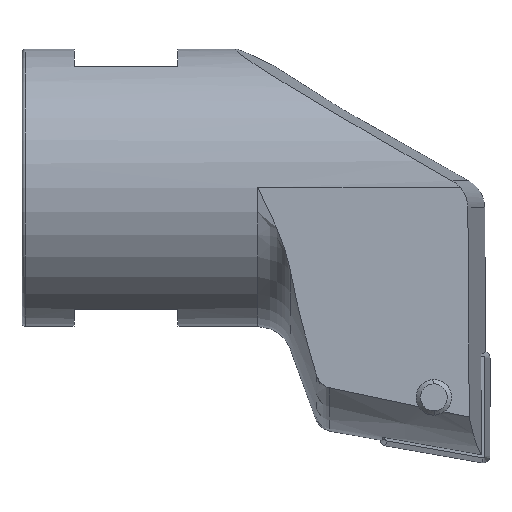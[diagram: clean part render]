
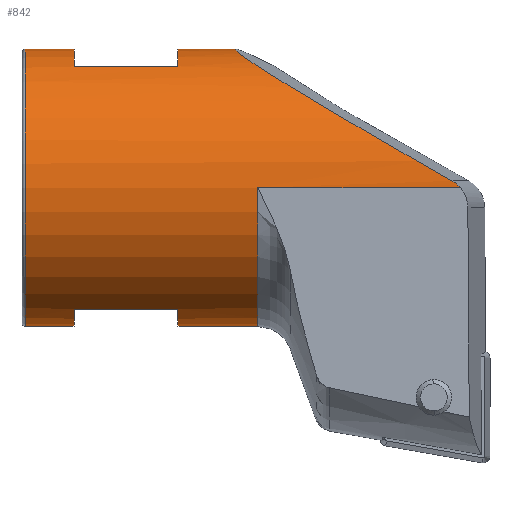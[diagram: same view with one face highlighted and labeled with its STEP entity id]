
A CAD part, front view. The second image highlights one B-rep face of the part: STEP entity #842.
In plain terms, the highlighted cylindrical face has radius 8 mm (diameter 16 mm), a partial arc.
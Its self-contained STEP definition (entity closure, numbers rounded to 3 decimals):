
#18 = DIRECTION ( 'NONE',  ( 0., 0., 1. ) ) ;
#58 = DIRECTION ( 'NONE',  ( 0., 0., -1. ) ) ;
#61 = DIRECTION ( 'NONE',  ( 0., 0., -1. ) ) ;
#64 = DIRECTION ( 'NONE',  ( 1., 0., 0. ) ) ;
#68 = CARTESIAN_POINT ( 'NONE',  ( -24., 0., 15.875 ) ) ;
#83 = EDGE_LOOP ( 'NONE', ( #482, #549, #4326, #1734, #1013, #2225, #2880, #1730, #1214, #3598, #633, #678, #765, #703, #767 ) ) ;
#91 = CARTESIAN_POINT ( 'NONE',  ( -18., -3.873, 8.875 ) ) ;
#103 = CARTESIAN_POINT ( 'NONE',  ( -18., 0., 15.875 ) ) ;
#108 = DIRECTION ( 'NONE',  ( 0., 0., -1. ) ) ;
#113 = DIRECTION ( 'NONE',  ( 1., 0., 0. ) ) ;
#124 = DIRECTION ( 'NONE',  ( 1., 0., 0. ) ) ;
#130 = CIRCLE ( 'NONE', #1148, 8. ) ;
#135 = DIRECTION ( 'NONE',  ( -1., 0., 0. ) ) ;
#205 = CIRCLE ( 'NONE', #3099, 8. ) ;
#249 = EDGE_CURVE ( 'NONE', #391, #2118, #3688, .T. ) ;
#268 = LINE ( 'NONE', #462, #2566 ) ;
#300 = DIRECTION ( 'NONE',  ( -1., 0., 0. ) ) ;
#369 = DIRECTION ( 'NONE',  ( -1., 0., 0. ) ) ;
#386 = CARTESIAN_POINT ( 'NONE',  ( -14.675, 0., 23.875 ) ) ;
#391 = VERTEX_POINT ( 'NONE', #755 ) ;
#418 = CARTESIAN_POINT ( 'NONE',  ( -14.675, 0., 23.875 ) ) ;
#443 = CARTESIAN_POINT ( 'NONE',  ( -28.597, 0., 7.875 ) ) ;
#462 = CARTESIAN_POINT ( 'NONE',  ( -43.527, -8., 15.875 ) ) ;
#477 = VERTEX_POINT ( 'NONE', #1196 ) ;
#482 = ORIENTED_EDGE ( 'NONE', *, *, #519, .F. ) ;
#483 = DIRECTION ( 'NONE',  ( 0., 0., 1. ) ) ;
#508 = DIRECTION ( 'NONE',  ( -1., 0., 0. ) ) ;
#519 = EDGE_CURVE ( 'NONE', #391, #477, #3369, .T. ) ;
#533 = VECTOR ( 'NONE', #4386, 1000. ) ;
#549 = ORIENTED_EDGE ( 'NONE', *, *, #249, .T. ) ;
#554 = DIRECTION ( 'NONE',  ( -1., 0., 0. ) ) ;
#578 = VECTOR ( 'NONE', #508, 1000. ) ;
#580 = LINE ( 'NONE', #709, #578 ) ;
#591 = CARTESIAN_POINT ( 'NONE',  ( -13.4, 0., 15.875 ) ) ;
#633 = ORIENTED_EDGE ( 'NONE', *, *, #4712, .T. ) ;
#656 = EDGE_CURVE ( 'NONE', #2637, #1472, #2916, .T. ) ;
#659 = CARTESIAN_POINT ( 'NONE',  ( -24., 0., 23.875 ) ) ;
#675 = CARTESIAN_POINT ( 'NONE',  ( -15.228, -4.503, 23.875 ) ) ;
#678 = ORIENTED_EDGE ( 'NONE', *, *, #2664, .F. ) ;
#703 = ORIENTED_EDGE ( 'NONE', *, *, #4737, .T. ) ;
#709 = CARTESIAN_POINT ( 'NONE',  ( -28.597, 0., 23.875 ) ) ;
#755 = CARTESIAN_POINT ( 'NONE',  ( -13.4, 0., 7.875 ) ) ;
#765 = ORIENTED_EDGE ( 'NONE', *, *, #2338, .T. ) ;
#767 = ORIENTED_EDGE ( 'NONE', *, *, #3605, .T. ) ;
#817 = B_SPLINE_CURVE_WITH_KNOTS ( 'NONE', 3,
 ( #1752, #1724, #1654, #1619 ),
 .UNSPECIFIED., .F., .F.,
 ( 4, 4 ),
 ( 0., 0.001 ),
 .UNSPECIFIED. ) ;
#826 = CARTESIAN_POINT ( 'NONE',  ( -2.194, -7.99, 16.274 ) ) ;
#842 = ADVANCED_FACE ( 'NONE', ( #2299 ), #2244, .T. ) ;
#899 = VERTEX_POINT ( 'NONE', #2198 ) ;
#913 = CIRCLE ( 'NONE', #4540, 8. ) ;
#956 = CARTESIAN_POINT ( 'NONE',  ( -10.132, -7.765, 20.771 ) ) ;
#970 = DIRECTION ( 'NONE',  ( 0., 0., 1. ) ) ;
#974 = DIRECTION ( 'NONE',  ( -1., 0., 0. ) ) ;
#975 = CARTESIAN_POINT ( 'NONE',  ( -24., 0., 15.875 ) ) ;
#1013 = ORIENTED_EDGE ( 'NONE', *, *, #3516, .F. ) ;
#1033 = VERTEX_POINT ( 'NONE', #4588 ) ;
#1148 = AXIS2_PLACEMENT_3D ( 'NONE', #103, #124, #61 ) ;
#1186 = VERTEX_POINT ( 'NONE', #1549 ) ;
#1196 = CARTESIAN_POINT ( 'NONE',  ( -18., 0., 7.875 ) ) ;
#1202 = AXIS2_PLACEMENT_3D ( 'NONE', #591, #554, #483 ) ;
#1214 = ORIENTED_EDGE ( 'NONE', *, *, #2858, .F. ) ;
#1342 = DIRECTION ( 'NONE',  ( -1., 0., 0. ) ) ;
#1364 = CARTESIAN_POINT ( 'NONE',  ( -28.597, 0., 7.875 ) ) ;
#1472 = VERTEX_POINT ( 'NONE', #3172 ) ;
#1489 = VERTEX_POINT ( 'NONE', #3083 ) ;
#1529 = AXIS2_PLACEMENT_3D ( 'NONE', #1691, #1697, #1663 ) ;
#1549 = CARTESIAN_POINT ( 'NONE',  ( -1.71, -8., 15.875 ) ) ;
#1551 = CIRCLE ( 'NONE', #1529, 8. ) ;
#1604 = VERTEX_POINT ( 'NONE', #2768 ) ;
#1619 = CARTESIAN_POINT ( 'NONE',  ( -2.194, -7.99, 16.274 ) ) ;
#1642 = CIRCLE ( 'NONE', #2283, 8. ) ;
#1654 = CARTESIAN_POINT ( 'NONE',  ( -2.009, -7.995, 16.169 ) ) ;
#1663 = DIRECTION ( 'NONE',  ( 0., 0., 1. ) ) ;
#1687 = CARTESIAN_POINT ( 'NONE',  ( -13.4, -8., 15.875 ) ) ;
#1691 = CARTESIAN_POINT ( 'NONE',  ( -18., 0., 15.875 ) ) ;
#1697 = DIRECTION ( 'NONE',  ( -1., 0., 0. ) ) ;
#1724 = CARTESIAN_POINT ( 'NONE',  ( -1.848, -8., 16.036 ) ) ;
#1730 = ORIENTED_EDGE ( 'NONE', *, *, #4092, .F. ) ;
#1734 = ORIENTED_EDGE ( 'NONE', *, *, #3457, .T. ) ;
#1752 = CARTESIAN_POINT ( 'NONE',  ( -1.71, -8., 15.875 ) ) ;
#1789 = VERTEX_POINT ( 'NONE', #659 ) ;
#1813 = EDGE_CURVE ( 'NONE', #1789, #4282, #580, .T. ) ;
#2030 = AXIS2_PLACEMENT_3D ( 'NONE', #3100, #135, #18 ) ;
#2118 = VERTEX_POINT ( 'NONE', #1687 ) ;
#2198 = CARTESIAN_POINT ( 'NONE',  ( -2.194, -7.99, 16.274 ) ) ;
#2203 = LINE ( 'NONE', #443, #2874 ) ;
#2225 = ORIENTED_EDGE ( 'NONE', *, *, #656, .T. ) ;
#2244 = CYLINDRICAL_SURFACE ( 'NONE', #2030, 8. ) ;
#2283 = AXIS2_PLACEMENT_3D ( 'NONE', #68, #64, #58 ) ;
#2299 = FACE_OUTER_BOUND ( 'NONE', #83, .T. ) ;
#2338 = EDGE_CURVE ( 'NONE', #1604, #1033, #205, .T. ) ;
#2422 =( BOUNDED_CURVE ( )  B_SPLINE_CURVE ( 3, ( #386, #675, #956, #826 ),
 .UNSPECIFIED., .F., .F. ) 
 B_SPLINE_CURVE_WITH_KNOTS ( ( 4, 4 ),
 ( 6.214, 7.735 ),
 .UNSPECIFIED. ) 
 CURVE ( )  GEOMETRIC_REPRESENTATION_ITEM ( )  RATIONAL_B_SPLINE_CURVE ( ( 1., 0.816, 0.816, 1. ) ) 
 REPRESENTATION_ITEM ( '' )  );
#2566 = VECTOR ( 'NONE', #300, 1000. ) ;
#2637 = VERTEX_POINT ( 'NONE', #418 ) ;
#2664 = EDGE_CURVE ( 'NONE', #1604, #3975, #2203, .T. ) ;
#2704 = CARTESIAN_POINT ( 'NONE',  ( -28.597, 0., 23.875 ) ) ;
#2714 = DIRECTION ( 'NONE',  ( -1., 0., 0. ) ) ;
#2768 = CARTESIAN_POINT ( 'NONE',  ( -24., 0., 7.875 ) ) ;
#2858 = EDGE_CURVE ( 'NONE', #1789, #3804, #1642, .T. ) ;
#2874 = VECTOR ( 'NONE', #369, 1000. ) ;
#2880 = ORIENTED_EDGE ( 'NONE', *, *, #3450, .F. ) ;
#2887 = VERTEX_POINT ( 'NONE', #91 ) ;
#2916 = LINE ( 'NONE', #2704, #2926 ) ;
#2926 = VECTOR ( 'NONE', #2714, 1000. ) ;
#3083 = CARTESIAN_POINT ( 'NONE',  ( -18., -3.873, 22.875 ) ) ;
#3099 = AXIS2_PLACEMENT_3D ( 'NONE', #975, #974, #970 ) ;
#3100 = CARTESIAN_POINT ( 'NONE',  ( -28.597, 0., 15.875 ) ) ;
#3172 = CARTESIAN_POINT ( 'NONE',  ( -18., 0., 23.875 ) ) ;
#3282 = CARTESIAN_POINT ( 'NONE',  ( -28.597, -3.873, 8.875 ) ) ;
#3291 = CARTESIAN_POINT ( 'NONE',  ( -26.8, 0., 15.875 ) ) ;
#3355 = DIRECTION ( 'NONE',  ( 1., 0., 0. ) ) ;
#3364 = VECTOR ( 'NONE', #1342, 1000. ) ;
#3369 = LINE ( 'NONE', #1364, #3364 ) ;
#3450 = EDGE_CURVE ( 'NONE', #1489, #1472, #1551, .T. ) ;
#3457 = EDGE_CURVE ( 'NONE', #1186, #899, #817, .T. ) ;
#3516 = EDGE_CURVE ( 'NONE', #2637, #899, #2422, .T. ) ;
#3564 = EDGE_CURVE ( 'NONE', #1186, #2118, #268, .T. ) ;
#3582 = LINE ( 'NONE', #3282, #3629 ) ;
#3598 = ORIENTED_EDGE ( 'NONE', *, *, #1813, .T. ) ;
#3605 = EDGE_CURVE ( 'NONE', #2887, #477, #130, .T. ) ;
#3615 = LINE ( 'NONE', #4391, #533 ) ;
#3629 = VECTOR ( 'NONE', #3355, 1000. ) ;
#3688 = CIRCLE ( 'NONE', #1202, 8. ) ;
#3804 = VERTEX_POINT ( 'NONE', #4741 ) ;
#3975 = VERTEX_POINT ( 'NONE', #4547 ) ;
#4092 = EDGE_CURVE ( 'NONE', #3804, #1489, #3615, .T. ) ;
#4205 = CARTESIAN_POINT ( 'NONE',  ( -26.8, 0., 23.875 ) ) ;
#4282 = VERTEX_POINT ( 'NONE', #4205 ) ;
#4326 = ORIENTED_EDGE ( 'NONE', *, *, #3564, .F. ) ;
#4386 = DIRECTION ( 'NONE',  ( 1., 0., 0. ) ) ;
#4391 = CARTESIAN_POINT ( 'NONE',  ( -28.597, -3.873, 22.875 ) ) ;
#4540 = AXIS2_PLACEMENT_3D ( 'NONE', #3291, #113, #108 ) ;
#4547 = CARTESIAN_POINT ( 'NONE',  ( -26.8, 0., 7.875 ) ) ;
#4588 = CARTESIAN_POINT ( 'NONE',  ( -24., -3.873, 8.875 ) ) ;
#4712 = EDGE_CURVE ( 'NONE', #4282, #3975, #913, .T. ) ;
#4737 = EDGE_CURVE ( 'NONE', #1033, #2887, #3582, .T. ) ;
#4741 = CARTESIAN_POINT ( 'NONE',  ( -24., -3.873, 22.875 ) ) ;
